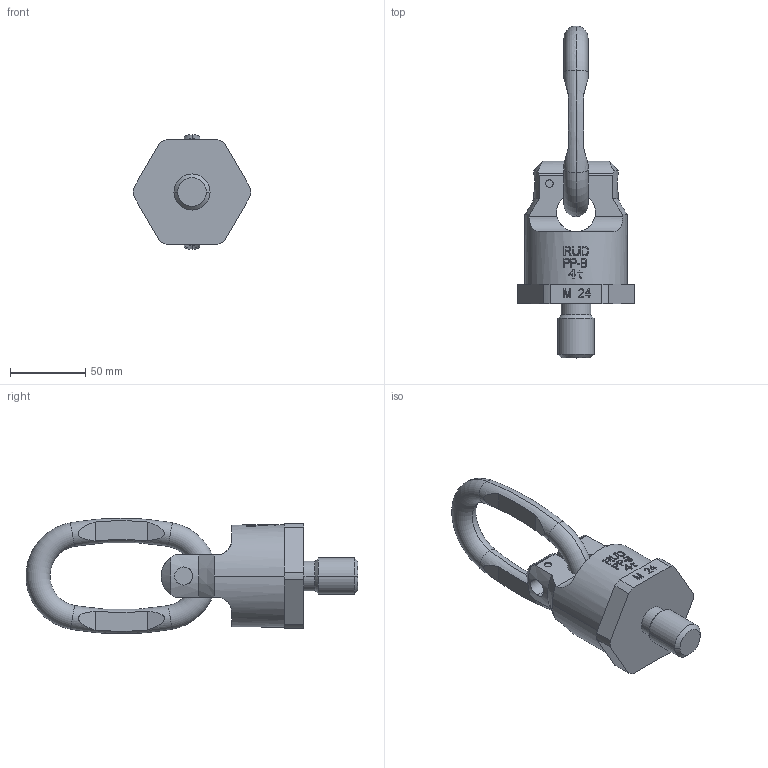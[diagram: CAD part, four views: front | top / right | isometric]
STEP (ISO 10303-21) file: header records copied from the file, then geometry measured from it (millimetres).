
FILE_DESCRIPTION((''),'2;1');
FILE_NAME('001-M31443-P11_ASM','2004-10-07T',('Leichs'),(''),'PRO/ENGINEER BY PARAMETRIC TECHNOLOGY CORPORATION, 2001400','PRO/ENGINEER BY PARAMETRIC TECHNOLOGY CORPORATION, 2001400','');
FILE_SCHEMA(('CONFIG_CONTROL_DESIGN'));
Length unit declared in the file: millimetre
Products named in the file (4): 001-M31443-005; 001-M31443-002; 001-M31290-003; 001-M31443-P11_ASM
Assembly tree (3 placements, depth 2):
  001-M31443-P11_ASM
    001-M31443-005
    001-M31443-002
    001-M31290-003
Bounding box: 77.98 x 220.93 x 76.57 mm (x, y, z)
Volume: 302188 mm3; surface area: 51862.4 mm2
Topology: 3 solids, 3 shells, 362 faces, 971 edges, 642 vertices
Faces by surface type: plane 299, cylinder 47, cone 8, torus 8
Entity records: 11815 total; most frequent: CARTESIAN_POINT 3008, ORIENTED_EDGE 1942, DIRECTION 1597, EDGE_CURVE 971, VERTEX_POINT 642, VECTOR 543, LINE 543, AXIS2_PLACEMENT_3D 527
